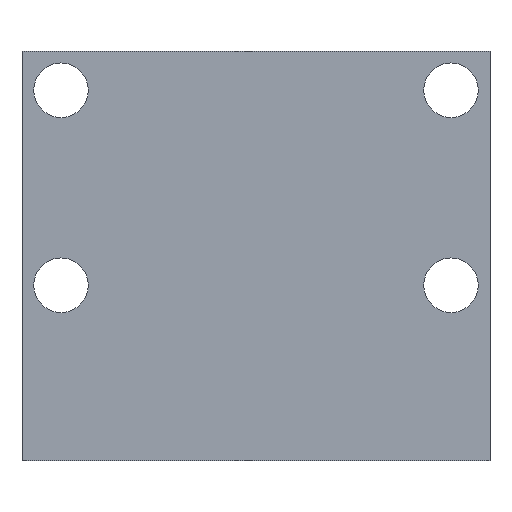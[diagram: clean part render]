
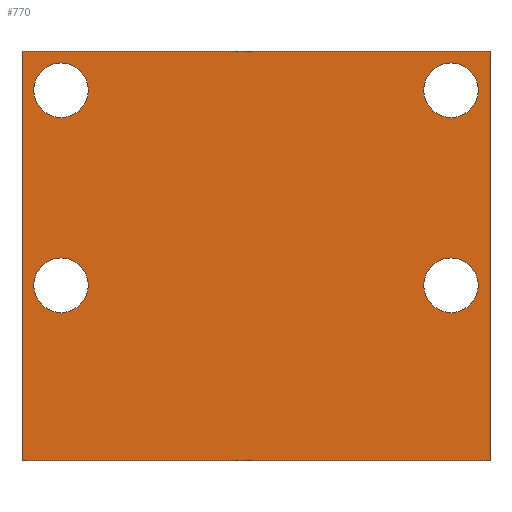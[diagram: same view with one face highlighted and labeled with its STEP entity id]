
A CAD part, front view. The second image highlights one B-rep face of the part: STEP entity #770.
In plain terms, the highlighted planar face has unit normal (0, -1, 0).
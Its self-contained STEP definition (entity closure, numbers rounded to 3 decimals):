
#7 = CARTESIAN_POINT ( 'NONE',  ( -6., 0., 5.25 ) ) ;
#12 = EDGE_CURVE ( 'NONE', #96, #887, #584, .T. ) ;
#15 = EDGE_CURVE ( 'NONE', #887, #841, #425, .T. ) ;
#28 = CARTESIAN_POINT ( 'NONE',  ( 5., 0., -0.75 ) ) ;
#30 = CARTESIAN_POINT ( 'NONE',  ( 5., 0., 4.25 ) ) ;
#42 = CARTESIAN_POINT ( 'NONE',  ( -5., 0., 4.25 ) ) ;
#46 = AXIS2_PLACEMENT_3D ( 'NONE', #42, #752, #858 ) ;
#54 = CARTESIAN_POINT ( 'NONE',  ( -6., 0., 5.25 ) ) ;
#56 = CARTESIAN_POINT ( 'NONE',  ( -5., 0., 4.95 ) ) ;
#57 = DIRECTION ( 'NONE',  ( 0., 0., 1. ) ) ;
#58 = DIRECTION ( 'NONE',  ( 0., 1., 0. ) ) ;
#60 = CARTESIAN_POINT ( 'NONE',  ( 6., 0., -5.25 ) ) ;
#67 = ORIENTED_EDGE ( 'NONE', *, *, #12, .F. ) ;
#71 = EDGE_CURVE ( 'NONE', #236, #378, #311, .T. ) ;
#72 = LINE ( 'NONE', #651, #546 ) ;
#76 = VERTEX_POINT ( 'NONE', #891 ) ;
#77 = DIRECTION ( 'NONE',  ( 0., 0., 1. ) ) ;
#83 = AXIS2_PLACEMENT_3D ( 'NONE', #505, #730, #77 ) ;
#88 = VERTEX_POINT ( 'NONE', #282 ) ;
#92 = EDGE_CURVE ( 'NONE', #202, #76, #870, .T. ) ;
#96 = VERTEX_POINT ( 'NONE', #60 ) ;
#101 = ORIENTED_EDGE ( 'NONE', *, *, #402, .T. ) ;
#107 = EDGE_LOOP ( 'NONE', ( #206, #252, #660, #67 ) ) ;
#111 = CIRCLE ( 'NONE', #564, 0.7 ) ;
#117 = CARTESIAN_POINT ( 'NONE',  ( 5., 0., 4.25 ) ) ;
#122 = ORIENTED_EDGE ( 'NONE', *, *, #565, .T. ) ;
#135 = EDGE_LOOP ( 'NONE', ( #906, #101 ) ) ;
#141 = LINE ( 'NONE', #759, #813 ) ;
#166 = AXIS2_PLACEMENT_3D ( 'NONE', #842, #594, #317 ) ;
#186 = PLANE ( 'NONE',  #273 ) ;
#202 = VERTEX_POINT ( 'NONE', #56 ) ;
#206 = ORIENTED_EDGE ( 'NONE', *, *, #228, .F. ) ;
#216 = CIRCLE ( 'NONE', #166, 0.7 ) ;
#227 = AXIS2_PLACEMENT_3D ( 'NONE', #504, #786, #407 ) ;
#228 = EDGE_CURVE ( 'NONE', #230, #96, #72, .T. ) ;
#230 = VERTEX_POINT ( 'NONE', #671 ) ;
#233 = DIRECTION ( 'NONE',  ( 0., 0., 1. ) ) ;
#236 = VERTEX_POINT ( 'NONE', #301 ) ;
#242 = VERTEX_POINT ( 'NONE', #357 ) ;
#252 = ORIENTED_EDGE ( 'NONE', *, *, #571, .F. ) ;
#265 = DIRECTION ( 'NONE',  ( 0., 0., -1. ) ) ;
#268 = EDGE_CURVE ( 'NONE', #88, #242, #111, .T. ) ;
#273 = AXIS2_PLACEMENT_3D ( 'NONE', #588, #296, #900 ) ;
#277 = ORIENTED_EDGE ( 'NONE', *, *, #71, .T. ) ;
#282 = CARTESIAN_POINT ( 'NONE',  ( -5., 0., -1.45 ) ) ;
#284 = CARTESIAN_POINT ( 'NONE',  ( 5., 0., -1.45 ) ) ;
#296 = DIRECTION ( 'NONE',  ( 0., 1., 0. ) ) ;
#301 = CARTESIAN_POINT ( 'NONE',  ( 5., 0., 3.55 ) ) ;
#309 = VECTOR ( 'NONE', #631, 1000. ) ;
#311 = CIRCLE ( 'NONE', #444, 0.7 ) ;
#315 = CIRCLE ( 'NONE', #46, 0.7 ) ;
#317 = DIRECTION ( 'NONE',  ( 0., 0., 1. ) ) ;
#330 = EDGE_CURVE ( 'NONE', #349, #676, #892, .T. ) ;
#336 = FACE_BOUND ( 'NONE', #840, .T. ) ;
#349 = VERTEX_POINT ( 'NONE', #709 ) ;
#357 = CARTESIAN_POINT ( 'NONE',  ( -5., 0., -0.05 ) ) ;
#359 = DIRECTION ( 'NONE',  ( 0., 0., 1. ) ) ;
#378 = VERTEX_POINT ( 'NONE', #475 ) ;
#402 = EDGE_CURVE ( 'NONE', #76, #202, #315, .T. ) ;
#403 = EDGE_LOOP ( 'NONE', ( #122, #277 ) ) ;
#407 = DIRECTION ( 'NONE',  ( 0., 0., 1. ) ) ;
#413 = FACE_BOUND ( 'NONE', #531, .T. ) ;
#425 = LINE ( 'NONE', #7, #797 ) ;
#444 = AXIS2_PLACEMENT_3D ( 'NONE', #30, #58, #766 ) ;
#469 = EDGE_CURVE ( 'NONE', #676, #349, #216, .T. ) ;
#475 = CARTESIAN_POINT ( 'NONE',  ( 5., 0., 4.95 ) ) ;
#485 = ORIENTED_EDGE ( 'NONE', *, *, #788, .T. ) ;
#504 = CARTESIAN_POINT ( 'NONE',  ( -5., 0., -0.75 ) ) ;
#505 = CARTESIAN_POINT ( 'NONE',  ( -5., 0., 4.25 ) ) ;
#531 = EDGE_LOOP ( 'NONE', ( #485, #767 ) ) ;
#542 = AXIS2_PLACEMENT_3D ( 'NONE', #28, #684, #359 ) ;
#546 = VECTOR ( 'NONE', #265, 1000. ) ;
#564 = AXIS2_PLACEMENT_3D ( 'NONE', #805, #732, #603 ) ;
#565 = EDGE_CURVE ( 'NONE', #378, #236, #639, .T. ) ;
#571 = EDGE_CURVE ( 'NONE', #841, #230, #141, .T. ) ;
#578 = ORIENTED_EDGE ( 'NONE', *, *, #330, .T. ) ;
#584 = LINE ( 'NONE', #837, #309 ) ;
#588 = CARTESIAN_POINT ( 'NONE',  ( 0., 0., 0. ) ) ;
#594 = DIRECTION ( 'NONE',  ( 0., 1., 0. ) ) ;
#603 = DIRECTION ( 'NONE',  ( 0., 0., 1. ) ) ;
#631 = DIRECTION ( 'NONE',  ( -1., 0., 0. ) ) ;
#639 = CIRCLE ( 'NONE', #725, 0.7 ) ;
#650 = CARTESIAN_POINT ( 'NONE',  ( -6., 0., -5.25 ) ) ;
#651 = CARTESIAN_POINT ( 'NONE',  ( 6., 0., 5.25 ) ) ;
#658 = FACE_BOUND ( 'NONE', #135, .T. ) ;
#660 = ORIENTED_EDGE ( 'NONE', *, *, #15, .F. ) ;
#666 = DIRECTION ( 'NONE',  ( 1., 0., 0. ) ) ;
#671 = CARTESIAN_POINT ( 'NONE',  ( 6., 0., 5.25 ) ) ;
#676 = VERTEX_POINT ( 'NONE', #284 ) ;
#684 = DIRECTION ( 'NONE',  ( 0., 1., 0. ) ) ;
#709 = CARTESIAN_POINT ( 'NONE',  ( 5., 0., -0.05 ) ) ;
#725 = AXIS2_PLACEMENT_3D ( 'NONE', #117, #854, #57 ) ;
#730 = DIRECTION ( 'NONE',  ( 0., 1., 0. ) ) ;
#732 = DIRECTION ( 'NONE',  ( 0., 1., 0. ) ) ;
#739 = FACE_BOUND ( 'NONE', #403, .T. ) ;
#752 = DIRECTION ( 'NONE',  ( 0., 1., 0. ) ) ;
#759 = CARTESIAN_POINT ( 'NONE',  ( 6., 0., 5.25 ) ) ;
#766 = DIRECTION ( 'NONE',  ( 0., 0., 1. ) ) ;
#767 = ORIENTED_EDGE ( 'NONE', *, *, #268, .T. ) ;
#770 = ADVANCED_FACE ( 'NONE', ( #336, #739, #824, #658, #413 ), #186, .F. ) ;
#786 = DIRECTION ( 'NONE',  ( 0., 1., 0. ) ) ;
#788 = EDGE_CURVE ( 'NONE', #242, #88, #843, .T. ) ;
#797 = VECTOR ( 'NONE', #233, 1000. ) ;
#805 = CARTESIAN_POINT ( 'NONE',  ( -5., 0., -0.75 ) ) ;
#813 = VECTOR ( 'NONE', #666, 1000. ) ;
#818 = ORIENTED_EDGE ( 'NONE', *, *, #469, .T. ) ;
#824 = FACE_OUTER_BOUND ( 'NONE', #107, .T. ) ;
#837 = CARTESIAN_POINT ( 'NONE',  ( 6., 0., -5.25 ) ) ;
#840 = EDGE_LOOP ( 'NONE', ( #578, #818 ) ) ;
#841 = VERTEX_POINT ( 'NONE', #54 ) ;
#842 = CARTESIAN_POINT ( 'NONE',  ( 5., 0., -0.75 ) ) ;
#843 = CIRCLE ( 'NONE', #227, 0.7 ) ;
#854 = DIRECTION ( 'NONE',  ( 0., 1., 0. ) ) ;
#858 = DIRECTION ( 'NONE',  ( 0., 0., 1. ) ) ;
#870 = CIRCLE ( 'NONE', #83, 0.7 ) ;
#887 = VERTEX_POINT ( 'NONE', #650 ) ;
#891 = CARTESIAN_POINT ( 'NONE',  ( -5., 0., 3.55 ) ) ;
#892 = CIRCLE ( 'NONE', #542, 0.7 ) ;
#900 = DIRECTION ( 'NONE',  ( 0., 0., 1. ) ) ;
#906 = ORIENTED_EDGE ( 'NONE', *, *, #92, .T. ) ;
